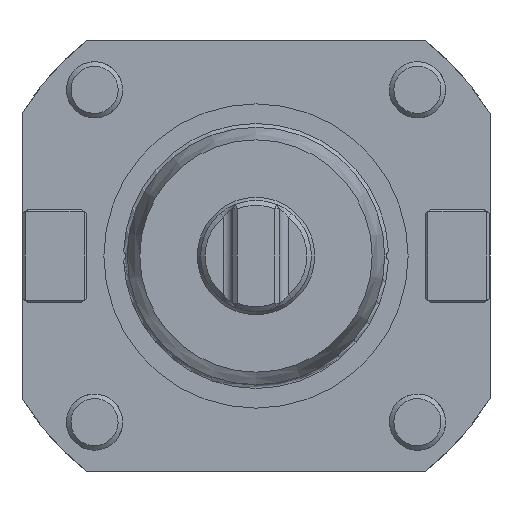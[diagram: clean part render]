
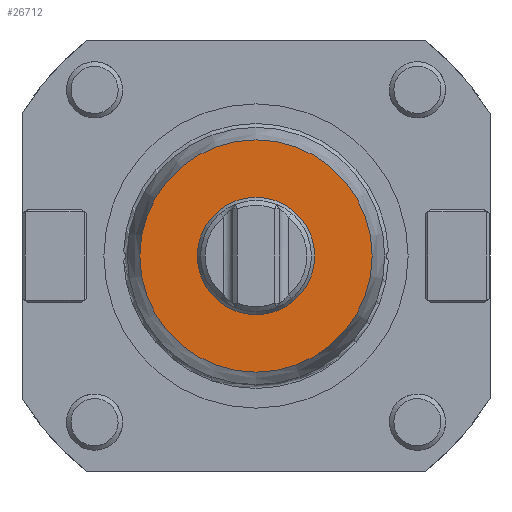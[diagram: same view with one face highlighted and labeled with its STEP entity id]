
A CAD part, front view. The second image highlights one B-rep face of the part: STEP entity #26712.
In plain terms, the highlighted planar face has unit normal (0, -1, 0).
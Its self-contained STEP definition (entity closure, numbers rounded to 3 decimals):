
#719 = DIRECTION ( 'NONE',  ( 0., 0., 1. ) ) ;
#2382 = PLANE ( 'NONE',  #24216 ) ;
#2391 = VERTEX_POINT ( 'NONE', #6695 ) ;
#2771 = CARTESIAN_POINT ( 'NONE',  ( 0., -87., 0. ) ) ;
#4993 = CIRCLE ( 'NONE', #22345, 12.543 ) ;
#6695 = CARTESIAN_POINT ( 'NONE',  ( 0., -87., -24.821 ) ) ;
#7010 = EDGE_LOOP ( 'NONE', ( #18562 ) ) ;
#9024 = FACE_BOUND ( 'NONE', #26775, .T. ) ;
#9289 = EDGE_CURVE ( 'NONE', #2391, #2391, #11335, .T. ) ;
#11335 = CIRCLE ( 'NONE', #26925, 24.821 ) ;
#12783 = DIRECTION ( 'NONE',  ( 0., -1., 0. ) ) ;
#13365 = VERTEX_POINT ( 'NONE', #17430 ) ;
#15074 = FACE_OUTER_BOUND ( 'NONE', #7010, .T. ) ;
#17430 = CARTESIAN_POINT ( 'NONE',  ( 0., -87., -12.543 ) ) ;
#17511 = DIRECTION ( 'NONE',  ( 0., 0., -1. ) ) ;
#18183 = CARTESIAN_POINT ( 'NONE',  ( 0., -87., 0. ) ) ;
#18316 = EDGE_CURVE ( 'NONE', #13365, #13365, #4993, .T. ) ;
#18562 = ORIENTED_EDGE ( 'NONE', *, *, #9289, .T. ) ;
#19783 = DIRECTION ( 'NONE',  ( 0., 1., 0. ) ) ;
#20144 = DIRECTION ( 'NONE',  ( 0., 1., 0. ) ) ;
#21154 = CARTESIAN_POINT ( 'NONE',  ( 0., -87., 0. ) ) ;
#22345 = AXIS2_PLACEMENT_3D ( 'NONE', #18183, #20144, #26679 ) ;
#24216 = AXIS2_PLACEMENT_3D ( 'NONE', #2771, #19783, #719 ) ;
#25779 = ORIENTED_EDGE ( 'NONE', *, *, #18316, .T. ) ;
#26679 = DIRECTION ( 'NONE',  ( 0., 0., -1. ) ) ;
#26712 = ADVANCED_FACE ( 'Defeature completata1_192', ( #15074, #9024 ), #2382, .F. ) ;
#26775 = EDGE_LOOP ( 'NONE', ( #25779 ) ) ;
#26925 = AXIS2_PLACEMENT_3D ( 'NONE', #21154, #12783, #17511 ) ;
